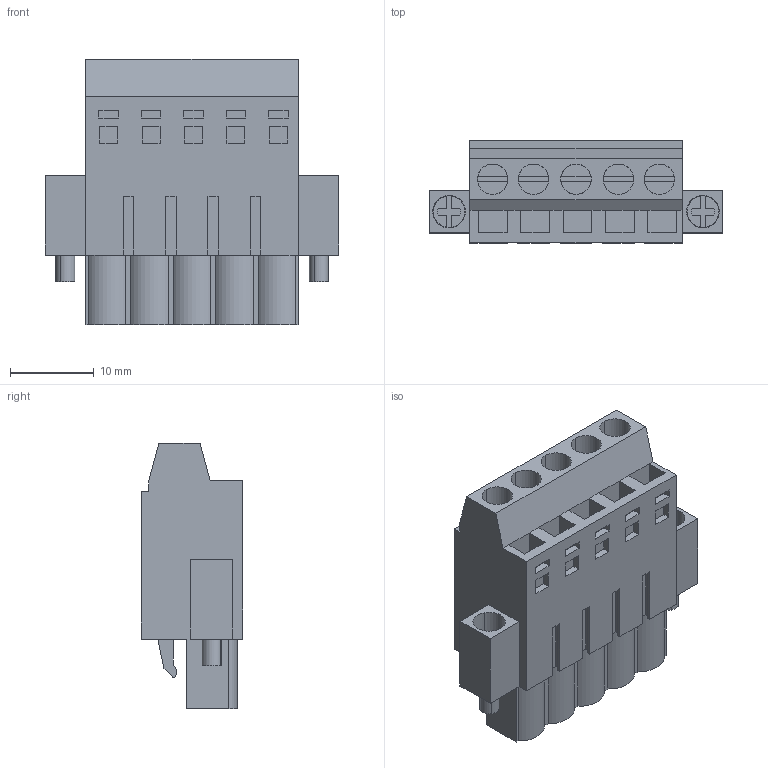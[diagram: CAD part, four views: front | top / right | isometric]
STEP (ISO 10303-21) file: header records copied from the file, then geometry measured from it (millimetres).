
FILE_DESCRIPTION(('CATIA V5 STEP Exchange','CAx-IF Rec.Pracs.--- Model Styling and Organization---1.2---2011-12-15'),'2;1');
FILE_NAME ('D1452673_0_1530340000_1530340000.stp','2017-10-31T20:21:51+00:00',('none'),('Weidmueller'),'CATIA Version 5-6 Release 2014','CATIA V5 STEP AP214','none');
FILE_SCHEMA(('AUTOMOTIVE_DESIGN { 1 0 10303 214 1 1 1 1 }'));
Length unit declared in the file: millimetre
Products named in the file (1): 1530340000
Bounding box: 35.2 x 12.2 x 31.8 mm (x, y, z)
Volume: 7239.5 mm3; surface area: 4901.8 mm2
Topology: 8 solids, 8 shells, 400 faces, 1087 edges, 736 vertices
Faces by surface type: plane 332, cylinder 68
Entity records: 12355 total; most frequent: CARTESIAN_POINT 2284, ORIENTED_EDGE 2174, DIRECTION 1667, EDGE_CURVE 1087, VECTOR 923, LINE 923, VERTEX_POINT 736, AXIS2_PLACEMENT_3D 443
